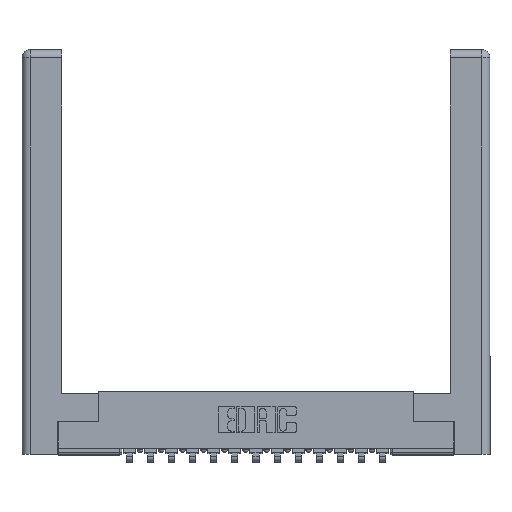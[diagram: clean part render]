
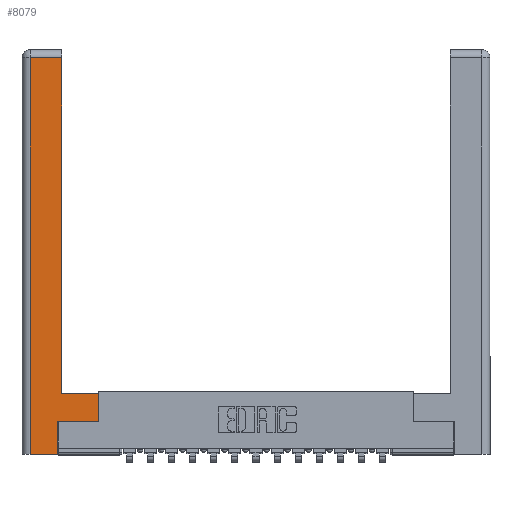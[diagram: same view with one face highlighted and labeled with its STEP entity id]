
A CAD part, top view. The second image highlights one B-rep face of the part: STEP entity #8079.
In plain terms, the highlighted planar face has unit normal (0, 0, 1).
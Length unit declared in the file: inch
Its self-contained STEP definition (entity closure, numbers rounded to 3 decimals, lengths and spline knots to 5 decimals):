
#501 = DIRECTION ( 'NONE',  ( -1., 0., 0. ) ) ;
#668 = DIRECTION ( 'NONE',  ( -1., 0., 0. ) ) ;
#829 = CARTESIAN_POINT ( 'NONE',  ( 0.265, 0.245, 0. ) ) ;
#1146 = DIRECTION ( 'NONE',  ( 1., 0., 0. ) ) ;
#1182 = VECTOR ( 'NONE', #17635, 39.37008 ) ;
#1537 = ORIENTED_EDGE ( 'NONE', *, *, #16762, .T. ) ;
#1578 = CARTESIAN_POINT ( 'NONE',  ( 0.295, 0.45, 0. ) ) ;
#1889 = DIRECTION ( 'NONE',  ( 0., 1., 0. ) ) ;
#1890 = EDGE_CURVE ( 'NONE', #2725, #8947, #10782, .T. ) ;
#2259 = DIRECTION ( 'NONE',  ( 0., 1., 0. ) ) ;
#2725 = VERTEX_POINT ( 'NONE', #8818 ) ;
#2811 = EDGE_CURVE ( 'NONE', #15782, #10145, #5440, .T. ) ;
#2935 = CARTESIAN_POINT ( 'NONE',  ( 0.0615, 2.94, 0. ) ) ;
#3055 = ORIENTED_EDGE ( 'NONE', *, *, #3985, .T. ) ;
#3733 = FACE_OUTER_BOUND ( 'NONE', #15748, .T. ) ;
#3772 = VECTOR ( 'NONE', #1146, 39.37008 ) ;
#3985 = EDGE_CURVE ( 'NONE', #8947, #13801, #4101, .T. ) ;
#4101 = LINE ( 'NONE', #829, #11101 ) ;
#4363 = LINE ( 'NONE', #4560, #17327 ) ;
#4560 = CARTESIAN_POINT ( 'NONE',  ( 0.565, 0.45, 0. ) ) ;
#4717 = CARTESIAN_POINT ( 'NONE',  ( 0.265, 0.245, 0. ) ) ;
#4891 = LINE ( 'NONE', #12633, #15211 ) ;
#5204 = ORIENTED_EDGE ( 'NONE', *, *, #2811, .T. ) ;
#5317 = CARTESIAN_POINT ( 'NONE',  ( 0.565, 0.245, 0. ) ) ;
#5361 = CARTESIAN_POINT ( 'NONE',  ( 0.295, 2.94, 0. ) ) ;
#5440 = LINE ( 'NONE', #13238, #9599 ) ;
#6714 = VERTEX_POINT ( 'NONE', #2935 ) ;
#6887 = ORIENTED_EDGE ( 'NONE', *, *, #9225, .T. ) ;
#7786 = ORIENTED_EDGE ( 'NONE', *, *, #8337, .T. ) ;
#8079 = ADVANCED_FACE ( 'NONE', ( #3733 ), #13286, .F. ) ;
#8337 = EDGE_CURVE ( 'NONE', #13801, #13085, #15112, .T. ) ;
#8681 = CARTESIAN_POINT ( 'NONE',  ( 0.265, 0., 0. ) ) ;
#8818 = CARTESIAN_POINT ( 'NONE',  ( 0.0615, 0., 0. ) ) ;
#8947 = VERTEX_POINT ( 'NONE', #8681 ) ;
#9052 = DIRECTION ( 'NONE',  ( 0., 0., -1. ) ) ;
#9225 = EDGE_CURVE ( 'NONE', #6714, #2725, #14147, .T. ) ;
#9458 = CARTESIAN_POINT ( 'NONE',  ( 0.565, 0.45, 0. ) ) ;
#9599 = VECTOR ( 'NONE', #501, 39.37008 ) ;
#10102 = EDGE_CURVE ( 'NONE', #10145, #17564, #4891, .T. ) ;
#10145 = VERTEX_POINT ( 'NONE', #1578 ) ;
#10302 = VECTOR ( 'NONE', #15072, 39.37008 ) ;
#10782 = LINE ( 'NONE', #10997, #3772 ) ;
#10997 = CARTESIAN_POINT ( 'NONE',  ( 0.265, 0., 0. ) ) ;
#11101 = VECTOR ( 'NONE', #2259, 39.37008 ) ;
#11465 = CARTESIAN_POINT ( 'NONE',  ( 0.565, 0.245, 0. ) ) ;
#11561 = CARTESIAN_POINT ( 'NONE',  ( 0.0615, 0., 0. ) ) ;
#11641 = ORIENTED_EDGE ( 'NONE', *, *, #10102, .T. ) ;
#11775 = CARTESIAN_POINT ( 'NONE',  ( 0.0615, 2.94, 0. ) ) ;
#12633 = CARTESIAN_POINT ( 'NONE',  ( 0.295, 3., 0. ) ) ;
#13085 = VERTEX_POINT ( 'NONE', #11465 ) ;
#13109 = EDGE_CURVE ( 'NONE', #13085, #15782, #4363, .T. ) ;
#13238 = CARTESIAN_POINT ( 'NONE',  ( 0.295, 0.45, 0. ) ) ;
#13286 = PLANE ( 'NONE',  #16057 ) ;
#13334 = DIRECTION ( 'NONE',  ( 0., -1., 0. ) ) ;
#13801 = VERTEX_POINT ( 'NONE', #4717 ) ;
#14147 = LINE ( 'NONE', #11561, #14807 ) ;
#14807 = VECTOR ( 'NONE', #13334, 39.37008 ) ;
#15072 = DIRECTION ( 'NONE',  ( 1., 0., 0. ) ) ;
#15112 = LINE ( 'NONE', #5317, #10302 ) ;
#15211 = VECTOR ( 'NONE', #15362, 39.37008 ) ;
#15362 = DIRECTION ( 'NONE',  ( 0., 1., 0. ) ) ;
#15748 = EDGE_LOOP ( 'NONE', ( #11641, #1537, #6887, #17011, #3055, #7786, #17580, #5204 ) ) ;
#15782 = VERTEX_POINT ( 'NONE', #9458 ) ;
#16057 = AXIS2_PLACEMENT_3D ( 'NONE', #17493, #9052, #668 ) ;
#16548 = LINE ( 'NONE', #11775, #1182 ) ;
#16762 = EDGE_CURVE ( 'NONE', #17564, #6714, #16548, .T. ) ;
#17011 = ORIENTED_EDGE ( 'NONE', *, *, #1890, .T. ) ;
#17327 = VECTOR ( 'NONE', #1889, 39.37008 ) ;
#17493 = CARTESIAN_POINT ( 'NONE',  ( 0., 0., 0. ) ) ;
#17564 = VERTEX_POINT ( 'NONE', #5361 ) ;
#17580 = ORIENTED_EDGE ( 'NONE', *, *, #13109, .T. ) ;
#17635 = DIRECTION ( 'NONE',  ( -1., 0., 0. ) ) ;
